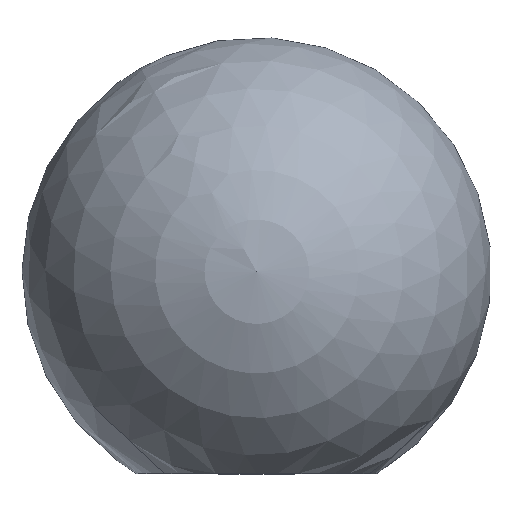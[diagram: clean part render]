
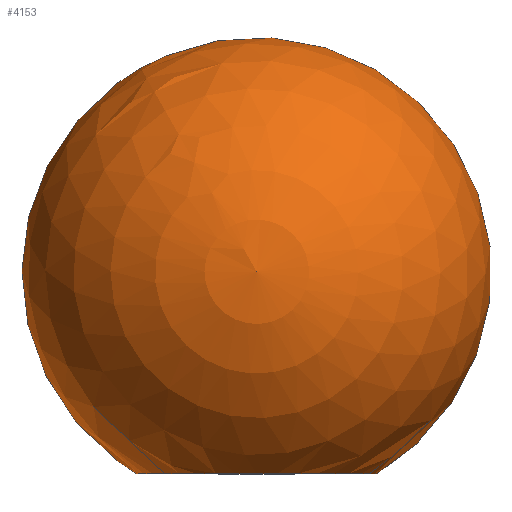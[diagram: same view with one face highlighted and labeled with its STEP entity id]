
A CAD part, top view. The second image highlights one B-rep face of the part: STEP entity #4153.
In plain terms, the highlighted spherical face has radius 12.5 mm.
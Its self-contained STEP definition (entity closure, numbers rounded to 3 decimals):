
#605 = DIRECTION ( 'NONE',  ( 1., 0., 0. ) ) ;
#1335 = DIRECTION ( 'NONE',  ( 0., 0., 1. ) ) ;
#1504 = CIRCLE ( 'NONE', #3446, 6.4 ) ;
#2614 = CARTESIAN_POINT ( 'NONE',  ( 0., -10.737, -6.4 ) ) ;
#2853 = DIRECTION ( 'NONE',  ( 0., -1., 0. ) ) ;
#3186 = ORIENTED_EDGE ( 'NONE', *, *, #5695, .F. ) ;
#3446 = AXIS2_PLACEMENT_3D ( 'NONE', #3735, #2853, #5996 ) ;
#3735 = CARTESIAN_POINT ( 'NONE',  ( 0., -10.737, 0. ) ) ;
#3789 = AXIS2_PLACEMENT_3D ( 'NONE', #5851, #1335, #605 ) ;
#4153 = ADVANCED_FACE ( 'NONE', ( #8692 ), #4921, .T. ) ;
#4921 = SPHERICAL_SURFACE ( 'NONE', #3789, 12.5 ) ;
#5695 = EDGE_CURVE ( 'NONE', #8793, #8793, #1504, .T. ) ;
#5851 = CARTESIAN_POINT ( 'NONE',  ( 0., 0., 0. ) ) ;
#5996 = DIRECTION ( 'NONE',  ( 0., 0., -1. ) ) ;
#7587 = EDGE_LOOP ( 'NONE', ( #3186 ) ) ;
#8692 = FACE_OUTER_BOUND ( 'NONE', #7587, .T. ) ;
#8793 = VERTEX_POINT ( 'NONE', #2614 ) ;
